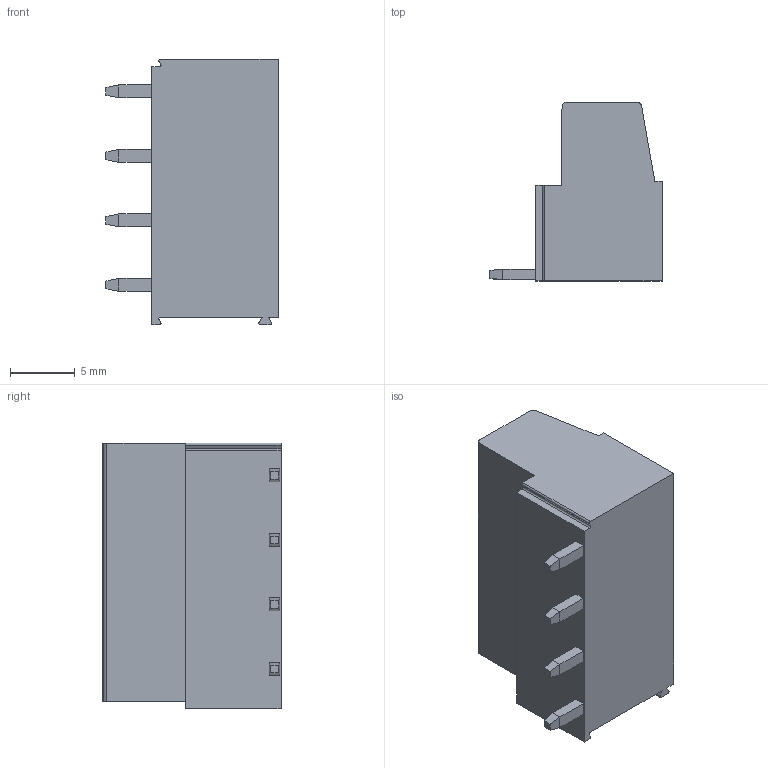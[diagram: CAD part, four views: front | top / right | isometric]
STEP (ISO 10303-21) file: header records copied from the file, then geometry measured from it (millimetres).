
FILE_DESCRIPTION((''),'2;1');
FILE_NAME('PRT0001','2024-11-30T',('sj'),(''),'PRO/ENGINEER BY PARAMETRIC TECHNOLOGY CORPORATION, 2013240','PRO/ENGINEER BY PARAMETRIC TECHNOLOGY CORPORATION, 2013240','');
FILE_SCHEMA(('AUTOMOTIVE_DESIGN_CC2 { 1 2 10303 214 -1 1 5 2 }'));
Length unit declared in the file: millimetre
Products named in the file (1): PRT0001
Bounding box: 13.35 x 13.8 x 20.6 mm (x, y, z)
Volume: 2212.3 mm3; surface area: 1437.5 mm2
Topology: 1 solids, 1 shells, 166 faces, 400 edges, 256 vertices
Faces by surface type: plane 134, cylinder 24, torus 8
Entity records: 4844 total; most frequent: CARTESIAN_POINT 918, ORIENTED_EDGE 800, DIRECTION 788, EDGE_CURVE 400, VECTOR 312, LINE 312, VERTEX_POINT 256, AXIS2_PLACEMENT_3D 238
